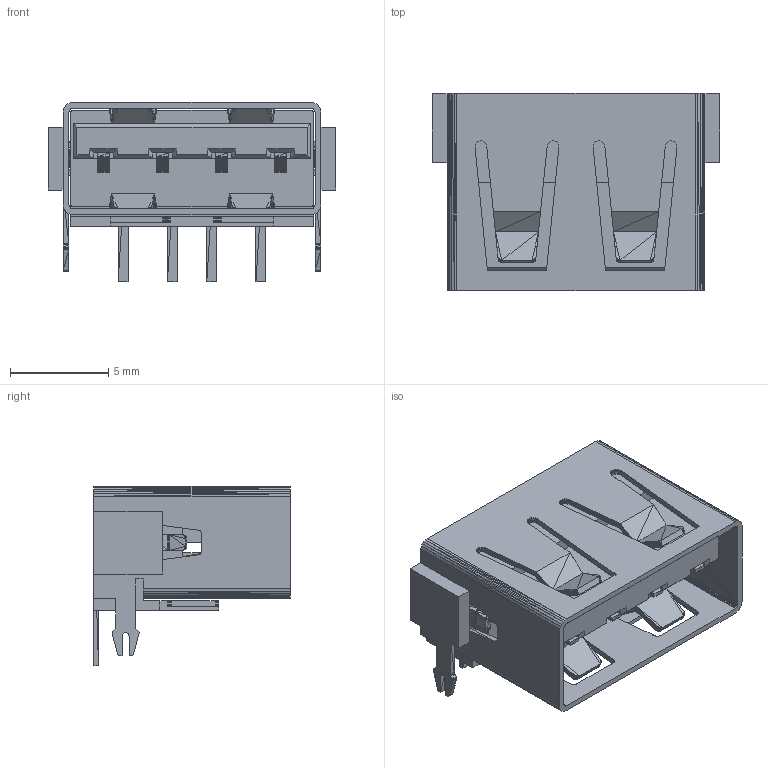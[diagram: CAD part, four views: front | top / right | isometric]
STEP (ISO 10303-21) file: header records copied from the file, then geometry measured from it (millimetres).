
FILE_DESCRIPTION(/* description */ (''),/* implementation_level */ '2;1');
FILE_NAME(/* name */ '908-261A1011D10100.step',/* time_stamp */ '2023-12-10T03:02:18+01:00',/* author */ (''),/* organization */ (''),/* preprocessor_version */ 'ST-DEVELOPER v20',/* originating_system */ 'Autodesk Translation Framework v12.14.0.127',/* authorisation */ '');
FILE_SCHEMA (('AUTOMOTIVE_DESIGN { 1 0 10303 214 3 1 1 }'));
Length unit declared in the file: millimetre
Products named in the file (1): (Unsaved)
Bounding box: 14.6 x 10 x 9.1 mm (x, y, z)
Volume: 482.9 mm3; surface area: 1359.2 mm2
Topology: 10 solids, 10 shells, 2172 faces, 3702 edges, 1547 vertices
Faces by surface type: plane 2172
Entity records: 46676 total; most frequent: DIRECTION 8048, CARTESIAN_POINT 7422, ORIENTED_EDGE 7404, LINE 3702, VECTOR 3702, EDGE_CURVE 3702, EDGE_LOOP 2183, AXIS2_PLACEMENT_3D 2173
